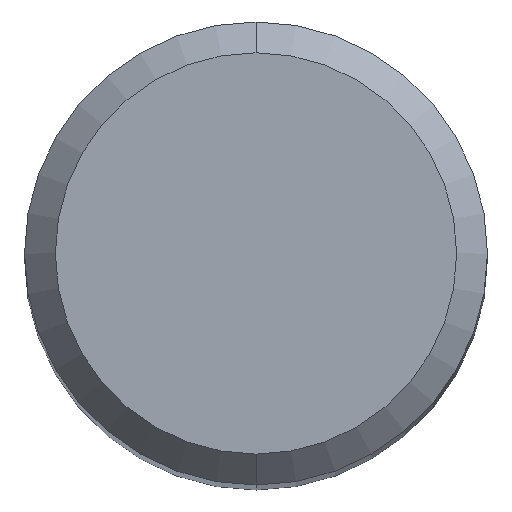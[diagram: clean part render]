
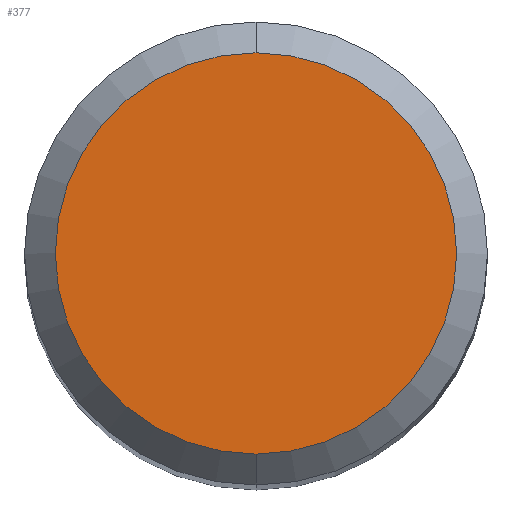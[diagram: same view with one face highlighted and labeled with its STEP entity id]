
A CAD part, top view. The second image highlights one B-rep face of the part: STEP entity #377.
In plain terms, the highlighted planar face has unit normal (0, 0, 1).
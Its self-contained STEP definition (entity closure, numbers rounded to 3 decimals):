
#219=EDGE_CURVE('',#325,#255,#533,.T.);
#255=VERTEX_POINT('',#570);
#279=EDGE_CURVE('',#255,#325,#597,.T.);
#325=VERTEX_POINT('',#646);
#377=ADVANCED_FACE('',(#702),#703,.T.);
#533=CIRCLE('',#902,2.6);
#570=CARTESIAN_POINT('',(0.0,2.6,0.0));
#597=CIRCLE('',#1008,2.6);
#646=CARTESIAN_POINT('',(0.,-2.6,0.0));
#702=FACE_OUTER_BOUND('',#1254,.T.);
#703=PLANE('',#1255);
#902=AXIS2_PLACEMENT_3D('',#1512,#1513,#1514);
#1008=AXIS2_PLACEMENT_3D('',#1568,#1569,#1570);
#1254=EDGE_LOOP('',(#1663,#1664));
#1255=AXIS2_PLACEMENT_3D('',#1665,#1666,#1667);
#1512=CARTESIAN_POINT('',(0.0,0.0,0.0));
#1513=DIRECTION('',(0.0,0.0,-1.0));
#1514=DIRECTION('',(0.0,1.0,0.0));
#1568=CARTESIAN_POINT('',(0.0,0.0,0.0));
#1569=DIRECTION('',(0.0,0.0,-1.0));
#1570=DIRECTION('',(0.0,1.0,0.0));
#1663=ORIENTED_EDGE('',*,*,#279,.F.);
#1664=ORIENTED_EDGE('',*,*,#219,.F.);
#1665=CARTESIAN_POINT('',(0.0,1.3,0.0));
#1666=DIRECTION('',(-0.0,0.0,1.0));
#1667=DIRECTION('',(0.0,-1.0,0.0));
